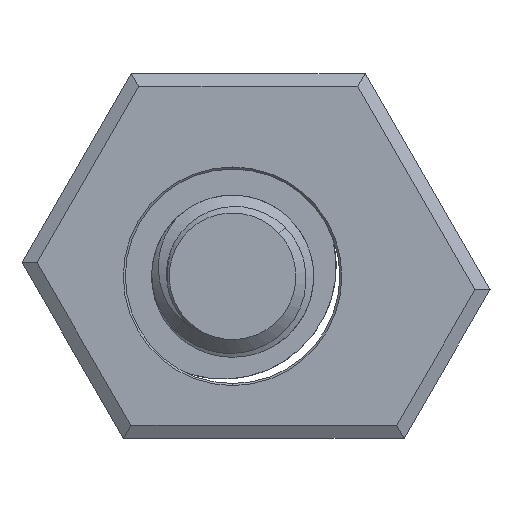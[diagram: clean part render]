
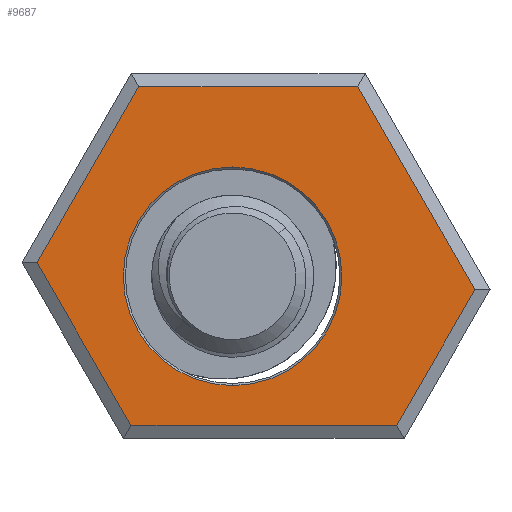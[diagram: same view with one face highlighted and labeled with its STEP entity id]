
A CAD part, front view. The second image highlights one B-rep face of the part: STEP entity #9687.
In plain terms, the highlighted planar face has unit normal (0, -1, 0).
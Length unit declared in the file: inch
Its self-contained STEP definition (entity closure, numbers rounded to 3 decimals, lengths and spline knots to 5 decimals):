
#113 = DIRECTION ( 'NONE',  ( -1., 0., 0. ) ) ;
#208 = DIRECTION ( 'NONE',  ( 0., 0., 1. ) ) ;
#549 = CARTESIAN_POINT ( 'NONE',  ( 0., 0., 0. ) ) ;
#686 = CIRCLE ( 'NONE', #5902, 0.3185 ) ;
#767 = LINE ( 'NONE', #7175, #9227 ) ;
#1077 = CARTESIAN_POINT ( 'NONE',  ( 0., 0., 0. ) ) ;
#1206 = EDGE_CURVE ( 'NONE', #10473, #8975, #5608, .T. ) ;
#1430 = ORIENTED_EDGE ( 'NONE', *, *, #5027, .T. ) ;
#1623 = DIRECTION ( 'NONE',  ( -0.5, 0., 0.866 ) ) ;
#1651 = CARTESIAN_POINT ( 'NONE',  ( -0.80243, 0., -0.36349 ) ) ;
#1677 = VERTEX_POINT ( 'NONE', #5825 ) ;
#1811 = VERTEX_POINT ( 'NONE', #4491 ) ;
#1895 = VECTOR ( 'NONE', #3859, 39.37008 ) ;
#2674 = CARTESIAN_POINT ( 'NONE',  ( 0., 0., -0.3185 ) ) ;
#2732 = VERTEX_POINT ( 'NONE', #7482 ) ;
#3297 = EDGE_CURVE ( 'NONE', #1811, #7745, #3748, .T. ) ;
#3341 = EDGE_LOOP ( 'NONE', ( #6407, #10993, #3690, #9036, #10284, #8718 ) ) ;
#3462 = LINE ( 'NONE', #7134, #4402 ) ;
#3638 = VECTOR ( 'NONE', #4616, 39.37008 ) ;
#3690 = ORIENTED_EDGE ( 'NONE', *, *, #7744, .F. ) ;
#3747 = CARTESIAN_POINT ( 'NONE',  ( 0., 0., -0.43444 ) ) ;
#3748 = LINE ( 'NONE', #8390, #8083 ) ;
#3809 = FACE_OUTER_BOUND ( 'NONE', #3341, .T. ) ;
#3859 = DIRECTION ( 'NONE',  ( 0.5, 0., 0.866 ) ) ;
#3923 = CARTESIAN_POINT ( 'NONE',  ( 0.70622, 0., -0.03937 ) ) ;
#4402 = VECTOR ( 'NONE', #10834, 39.37008 ) ;
#4491 = CARTESIAN_POINT ( 'NONE',  ( 0.36448, 0., 0.55255 ) ) ;
#4593 = AXIS2_PLACEMENT_3D ( 'NONE', #549, #10536, #11682 ) ;
#4616 = DIRECTION ( 'NONE',  ( 0.5, 0., 0.866 ) ) ;
#4701 = VERTEX_POINT ( 'NONE', #3923 ) ;
#4740 = CARTESIAN_POINT ( 'NONE',  ( 0., 0., 0. ) ) ;
#5027 = EDGE_CURVE ( 'NONE', #1677, #8209, #686, .T. ) ;
#5327 = CARTESIAN_POINT ( 'NONE',  ( -0.27355, 0., 0.55255 ) ) ;
#5608 = LINE ( 'NONE', #3747, #6285 ) ;
#5825 = CARTESIAN_POINT ( 'NONE',  ( 0., 0., 0.3185 ) ) ;
#5902 = AXIS2_PLACEMENT_3D ( 'NONE', #4740, #8489, #208 ) ;
#6228 = LINE ( 'NONE', #1651, #3638 ) ;
#6285 = VECTOR ( 'NONE', #6700, 39.37008 ) ;
#6407 = ORIENTED_EDGE ( 'NONE', *, *, #6960, .T. ) ;
#6560 = LINE ( 'NONE', #8315, #1895 ) ;
#6577 = PLANE ( 'NONE',  #10014 ) ;
#6581 = ORIENTED_EDGE ( 'NONE', *, *, #8161, .T. ) ;
#6700 = DIRECTION ( 'NONE',  ( -1., 0., 0. ) ) ;
#6960 = EDGE_CURVE ( 'NONE', #4701, #1811, #767, .T. ) ;
#7134 = CARTESIAN_POINT ( 'NONE',  ( -0.01823, 0., -0.91604 ) ) ;
#7175 = CARTESIAN_POINT ( 'NONE',  ( 0.90472, 0., -0.38317 ) ) ;
#7287 = CIRCLE ( 'NONE', #4593, 0.3185 ) ;
#7482 = CARTESIAN_POINT ( 'NONE',  ( -0.56984, 0., 0.03937 ) ) ;
#7562 = DIRECTION ( 'NONE',  ( 0., -1., 0. ) ) ;
#7744 = EDGE_CURVE ( 'NONE', #2732, #7745, #6228, .T. ) ;
#7745 = VERTEX_POINT ( 'NONE', #5327 ) ;
#8083 = VECTOR ( 'NONE', #113, 39.37008 ) ;
#8161 = EDGE_CURVE ( 'NONE', #8209, #1677, #7287, .T. ) ;
#8209 = VERTEX_POINT ( 'NONE', #2674 ) ;
#8295 = EDGE_CURVE ( 'NONE', #8975, #2732, #3462, .T. ) ;
#8315 = CARTESIAN_POINT ( 'NONE',  ( 0.18871, 0., -0.93572 ) ) ;
#8390 = CARTESIAN_POINT ( 'NONE',  ( 0., 0., 0.55255 ) ) ;
#8458 = DIRECTION ( 'NONE',  ( 0., 0., -1. ) ) ;
#8489 = DIRECTION ( 'NONE',  ( 0., 1., 0. ) ) ;
#8578 = EDGE_CURVE ( 'NONE', #10473, #4701, #6560, .T. ) ;
#8718 = ORIENTED_EDGE ( 'NONE', *, *, #8578, .T. ) ;
#8975 = VERTEX_POINT ( 'NONE', #10246 ) ;
#9036 = ORIENTED_EDGE ( 'NONE', *, *, #8295, .F. ) ;
#9227 = VECTOR ( 'NONE', #1623, 39.37008 ) ;
#9687 = ADVANCED_FACE ( 'NONE', ( #3809, #11187 ), #6577, .T. ) ;
#10014 = AXIS2_PLACEMENT_3D ( 'NONE', #1077, #7562, #8458 ) ;
#10246 = CARTESIAN_POINT ( 'NONE',  ( -0.29629, 0., -0.43444 ) ) ;
#10284 = ORIENTED_EDGE ( 'NONE', *, *, #1206, .F. ) ;
#10473 = VERTEX_POINT ( 'NONE', #11580 ) ;
#10536 = DIRECTION ( 'NONE',  ( 0., 1., 0. ) ) ;
#10650 = EDGE_LOOP ( 'NONE', ( #6581, #1430 ) ) ;
#10834 = DIRECTION ( 'NONE',  ( -0.5, 0., 0.866 ) ) ;
#10993 = ORIENTED_EDGE ( 'NONE', *, *, #3297, .T. ) ;
#11187 = FACE_BOUND ( 'NONE', #10650, .T. ) ;
#11580 = CARTESIAN_POINT ( 'NONE',  ( 0.47813, 0., -0.43444 ) ) ;
#11682 = DIRECTION ( 'NONE',  ( 0., 0., 1. ) ) ;
